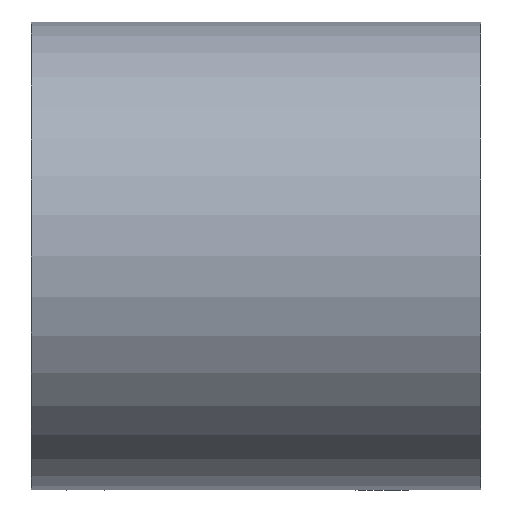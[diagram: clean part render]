
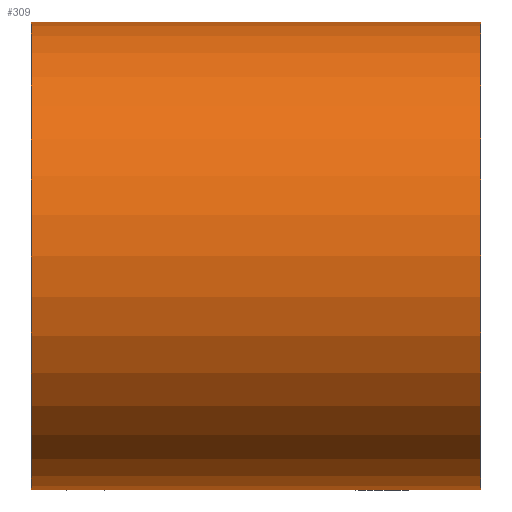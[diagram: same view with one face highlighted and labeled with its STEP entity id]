
A CAD part, front view. The second image highlights one B-rep face of the part: STEP entity #309.
In plain terms, the highlighted cylindrical face has radius 22.4 mm (diameter 44.8 mm), a partial arc.
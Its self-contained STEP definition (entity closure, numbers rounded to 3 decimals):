
#64 = VERTEX_POINT('',#65);
#65 = CARTESIAN_POINT('',(-19.,-37.,7.6));
#89 = VERTEX_POINT('',#90);
#90 = CARTESIAN_POINT('',(24.,-37.,7.6));
#96 = EDGE_CURVE('',#64,#89,#97,.T.);
#97 = LINE('',#98,#99);
#98 = CARTESIAN_POINT('',(19.,-37.,7.6));
#99 = VECTOR('',#100,1.);
#100 = DIRECTION('',(1.,0.,0.));
#246 = VERTEX_POINT('',#247);
#247 = CARTESIAN_POINT('',(-19.,-37.,52.4));
#253 = EDGE_CURVE('',#246,#64,#254,.T.);
#254 = CIRCLE('',#255,22.4);
#255 = AXIS2_PLACEMENT_3D('',#256,#257,#258);
#256 = CARTESIAN_POINT('',(-19.,-37.,30.));
#257 = DIRECTION('',(1.,0.,0.));
#258 = DIRECTION('',(0.,1.,0.));
#309 = ADVANCED_FACE('',(#310),#329,.T.);
#310 = FACE_BOUND('',#311,.F.);
#311 = EDGE_LOOP('',(#312,#313,#314,#322));
#312 = ORIENTED_EDGE('',*,*,#96,.F.);
#313 = ORIENTED_EDGE('',*,*,#253,.F.);
#314 = ORIENTED_EDGE('',*,*,#315,.T.);
#315 = EDGE_CURVE('',#246,#316,#318,.T.);
#316 = VERTEX_POINT('',#317);
#317 = CARTESIAN_POINT('',(24.,-37.,52.4));
#318 = LINE('',#319,#320);
#319 = CARTESIAN_POINT('',(-19.,-37.,52.4));
#320 = VECTOR('',#321,1.);
#321 = DIRECTION('',(1.,0.,0.));
#322 = ORIENTED_EDGE('',*,*,#323,.T.);
#323 = EDGE_CURVE('',#316,#89,#324,.T.);
#324 = CIRCLE('',#325,22.4);
#325 = AXIS2_PLACEMENT_3D('',#326,#327,#328);
#326 = CARTESIAN_POINT('',(24.,-37.,30.));
#327 = DIRECTION('',(1.,0.,0.));
#328 = DIRECTION('',(0.,1.,0.));
#329 = CYLINDRICAL_SURFACE('',#330,22.4);
#330 = AXIS2_PLACEMENT_3D('',#331,#332,#333);
#331 = CARTESIAN_POINT('',(-19.,-37.,30.));
#332 = DIRECTION('',(-1.,0.,0.));
#333 = DIRECTION('',(0.,1.,0.));
